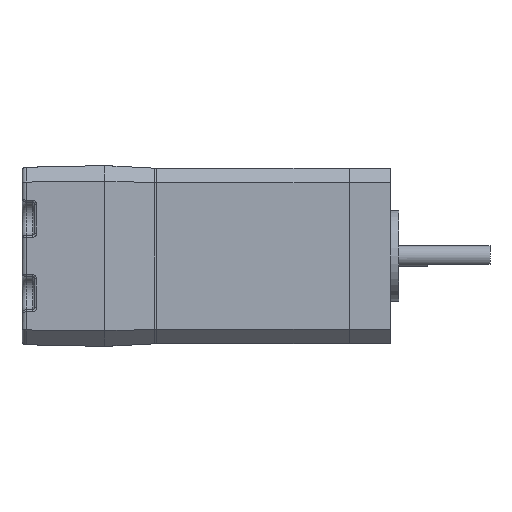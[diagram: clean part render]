
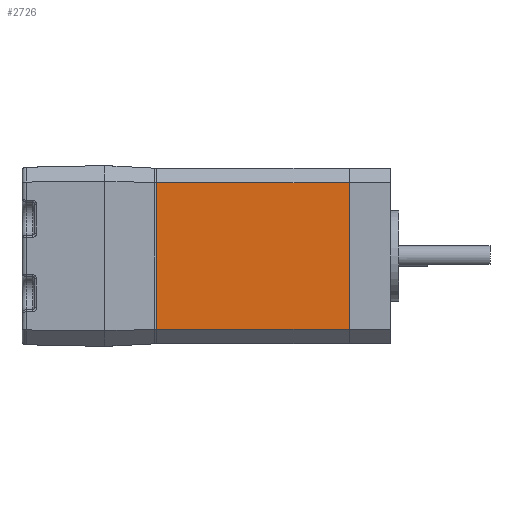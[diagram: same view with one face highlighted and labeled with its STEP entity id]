
A CAD part, left-side view. The second image highlights one B-rep face of the part: STEP entity #2726.
In plain terms, the highlighted planar face has unit normal (-1, 0, 0).
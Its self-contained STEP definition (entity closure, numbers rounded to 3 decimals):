
#2633 = EDGE_CURVE ( 'NONE', #2683, #2681, #20139, .T. ) ;
#2667 = ORIENTED_EDGE ( 'NONE', *, *, #2731, .F. ) ;
#2671 = ORIENTED_EDGE ( 'NONE', *, *, #2633, .T. ) ;
#2679 = VERTEX_POINT ( 'NONE', #20237 ) ;
#2681 = VERTEX_POINT ( 'NONE', #20180 ) ;
#2683 = VERTEX_POINT ( 'NONE', #20150 ) ;
#2684 = VERTEX_POINT ( 'NONE', #20199 ) ;
#2696 = EDGE_LOOP ( 'NONE', ( #2728, #2727, #2667, #2671 ) ) ;
#2725 = EDGE_CURVE ( 'NONE', #2681, #2684, #20293, .T. ) ;
#2726 = ADVANCED_FACE ( 'NONE', ( #20243 ), #20287, .F. ) ;
#2727 = ORIENTED_EDGE ( 'NONE', *, *, #2729, .F. ) ;
#2728 = ORIENTED_EDGE ( 'NONE', *, *, #2725, .T. ) ;
#2729 = EDGE_CURVE ( 'NONE', #2679, #2684, #20288, .T. ) ;
#2731 = EDGE_CURVE ( 'NONE', #2683, #2679, #20274, .T. ) ;
#20129 = CARTESIAN_POINT ( 'NONE',  ( -21.15, 30.6, -17.65 ) ) ;
#20139 = LINE ( 'NONE', #20129, #20167 ) ;
#20150 = CARTESIAN_POINT ( 'NONE',  ( -21.15, 47., -17.65 ) ) ;
#20160 = DIRECTION ( 'NONE',  ( 0., -1., 0. ) ) ;
#20167 = VECTOR ( 'NONE', #20160, 1000. ) ;
#20180 = CARTESIAN_POINT ( 'NONE',  ( -21.15, 0., -17.65 ) ) ;
#20199 = CARTESIAN_POINT ( 'NONE',  ( -21.15, 0., 17.65 ) ) ;
#20237 = CARTESIAN_POINT ( 'NONE',  ( -21.15, 47., 17.65 ) ) ;
#20243 = FACE_OUTER_BOUND ( 'NONE', #2696, .T. ) ;
#20254 = DIRECTION ( 'NONE',  ( 0., 0., 1. ) ) ;
#20270 = DIRECTION ( 'NONE',  ( 0., 0., 1. ) ) ;
#20271 = VECTOR ( 'NONE', #20270, 1000. ) ;
#20272 = CARTESIAN_POINT ( 'NONE',  ( -21.15, 47., -17.65 ) ) ;
#20274 = LINE ( 'NONE', #20272, #20271 ) ;
#20275 = DIRECTION ( 'NONE',  ( 0., -1., 0. ) ) ;
#20276 = VECTOR ( 'NONE', #20275, 1000. ) ;
#20277 = CARTESIAN_POINT ( 'NONE',  ( -21.15, 30.6, 17.65 ) ) ;
#20280 = DIRECTION ( 'NONE',  ( 0., 0., -1. ) ) ;
#20281 = DIRECTION ( 'NONE',  ( 1., 0., 0. ) ) ;
#20282 = CARTESIAN_POINT ( 'NONE',  ( -21.15, 30.6, -17.65 ) ) ;
#20285 = VECTOR ( 'NONE', #20254, 1000. ) ;
#20286 = AXIS2_PLACEMENT_3D ( 'NONE', #20282, #20281, #20280 ) ;
#20287 = PLANE ( 'NONE',  #20286 ) ;
#20288 = LINE ( 'NONE', #20277, #20276 ) ;
#20292 = CARTESIAN_POINT ( 'NONE',  ( -21.15, 0., -17.65 ) ) ;
#20293 = LINE ( 'NONE', #20292, #20285 ) ;
